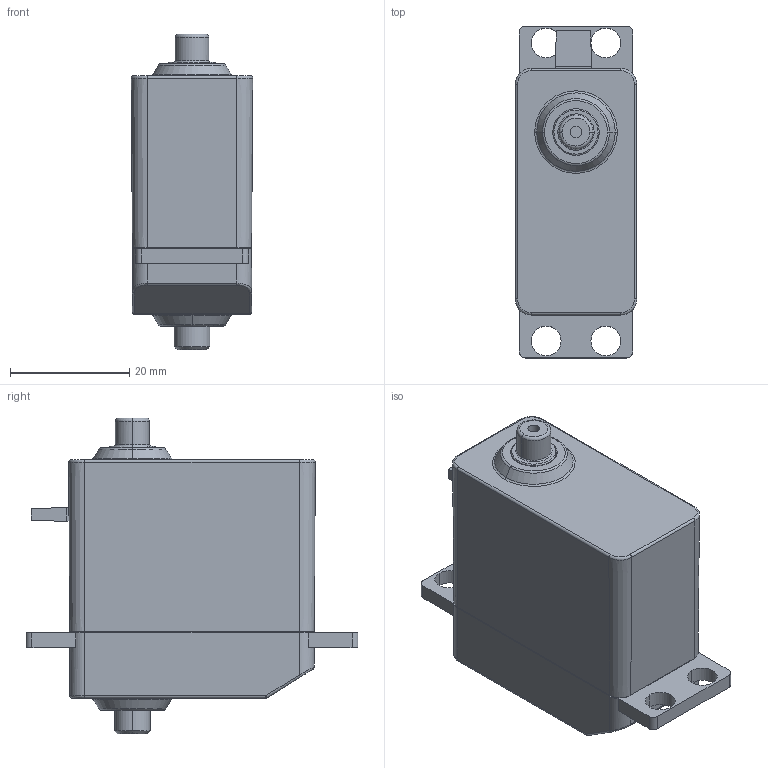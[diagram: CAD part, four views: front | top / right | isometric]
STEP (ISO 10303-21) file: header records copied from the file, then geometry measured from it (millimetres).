
FILE_DESCRIPTION((''),'2;1');
FILE_NAME('000_MODULE019_JOINT2S_ASM','2015-08-20T',('Administrator'),(''),'PRO/ENGINEER BY PARAMETRIC TECHNOLOGY CORPORATION, 2013230','PRO/ENGINEER BY PARAMETRIC TECHNOLOGY CORPORATION, 2013230','');
FILE_SCHEMA(('CONFIG_CONTROL_DESIGN'));
Length unit declared in the file: millimetre
Products named in the file (5): PRT0070_1; MS_SERVO_ASM_5_ASM_1_ASM; 204_5DEGHAND_ASM_1_ASM_1_ASM; 204_5DF_ROBOT_3S2S_ASM_1_ASM; 000_MODULE019_JOINT2S_ASM
Assembly tree (4 placements, depth 5):
  000_MODULE019_JOINT2S_ASM
    204_5DF_ROBOT_3S2S_ASM_1_ASM
      204_5DEGHAND_ASM_1_ASM_1_ASM
        MS_SERVO_ASM_5_ASM_1_ASM
          PRT0070_1
Bounding box: 20.4 x 55.7 x 53 mm (x, y, z)
Volume: 33789.8 mm3; surface area: 7326.1 mm2
Topology: 1 solids, 1 shells, 116 faces, 300 edges, 194 vertices
Faces by surface type: plane 41, cylinder 41, torus 20, cone 10, sphere 2, bspline 2
Entity records: 3853 total; most frequent: CARTESIAN_POINT 732, DIRECTION 710, ORIENTED_EDGE 596, EDGE_CURVE 298, AXIS2_PLACEMENT_3D 290, VERTEX_POINT 194, CIRCLE 164, EDGE_LOOP 134
